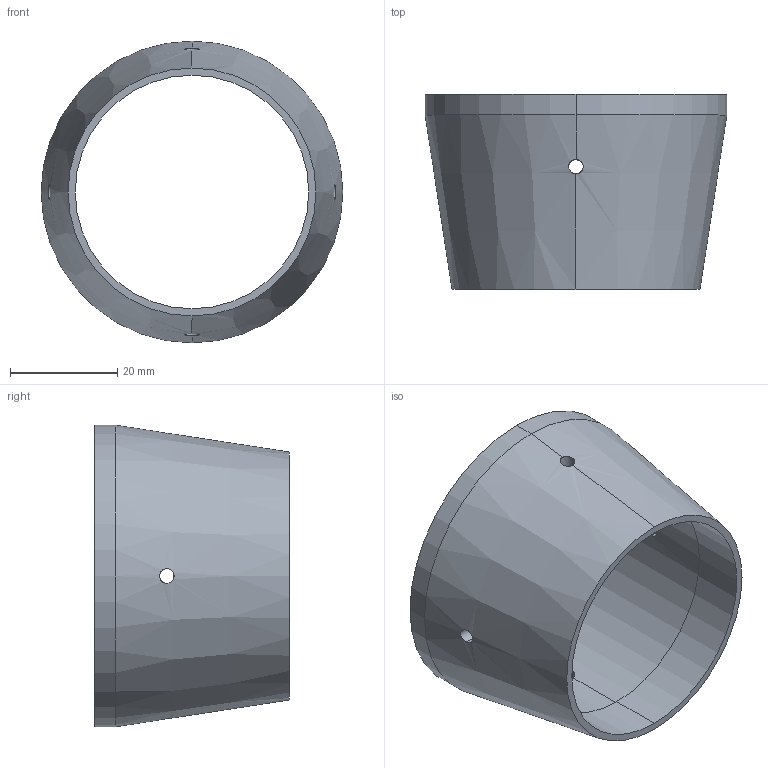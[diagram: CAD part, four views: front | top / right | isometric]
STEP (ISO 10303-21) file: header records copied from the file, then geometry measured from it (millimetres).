
FILE_DESCRIPTION (( 'STEP AP214' ), '1' );
FILE_NAME ('boattail v2.STEP', '2024-08-15T01:00:03', ( '' ), ( '' ), 'SwSTEP 2.0', 'SolidWorks 2024', '' );
FILE_SCHEMA (( 'AUTOMOTIVE_DESIGN' ));
Length unit declared in the file: inch
Products named in the file (1): boattail v2
Bounding box: 56.26 x 36.32 x 56.26 mm (x, y, z)
Volume: 18433.9 mm3; surface area: 12403.5 mm2
Topology: 1 solids, 1 shells, 22 faces, 64 edges, 42 vertices
Faces by surface type: cylinder 16, plane 4, cone 2
Entity records: 1099 total; most frequent: CARTESIAN_POINT 499, ORIENTED_EDGE 128, DIRECTION 104, EDGE_CURVE 64, VERTEX_POINT 42, AXIS2_PLACEMENT_3D 41, EDGE_LOOP 30, B_SPLINE_CURVE_WITH_KNOTS 24
